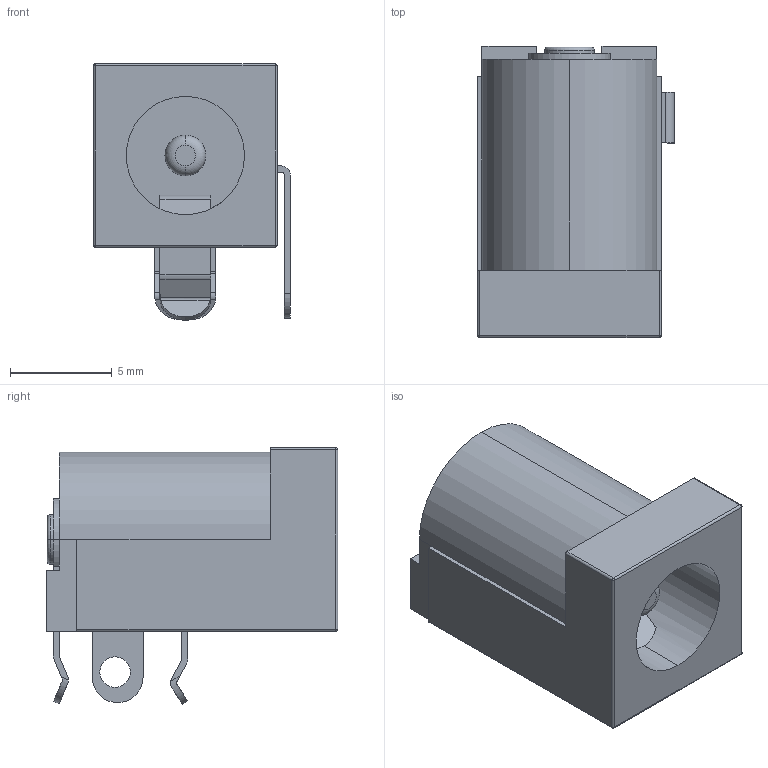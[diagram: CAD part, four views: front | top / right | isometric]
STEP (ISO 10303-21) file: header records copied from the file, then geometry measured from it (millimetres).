
FILE_DESCRIPTION (( 'STEP AP214' ), '1' );
FILE_NAME ('DC-IN-TH_DC-84.step', '2022-06-21T13:48:18', ( '' ), ( '' ), 'SwSTEP 2.0', 'SolidWorks 2020', '' );
FILE_SCHEMA (( 'AUTOMOTIVE_DESIGN' ));
Length unit declared in the file: millimetre
Products named in the file (1): DC-IN-TH_DC-84
Bounding box: 9.65 x 14.3 x 12.58 mm (x, y, z)
Volume: 753.4 mm3; surface area: 993.4 mm2
Topology: 2 solids, 2 shells, 390 faces, 1053 edges, 692 vertices
Faces by surface type: plane 224, bspline 112, cylinder 44, torus 6, sphere 4
Entity records: 17707 total; most frequent: CARTESIAN_POINT 4335, ORIENTED_EDGE 2098, DIRECTION 1451, EDGE_CURVE 1049, LINE 705, VECTOR 705, VERTEX_POINT 692, EDGE_LOOP 423
